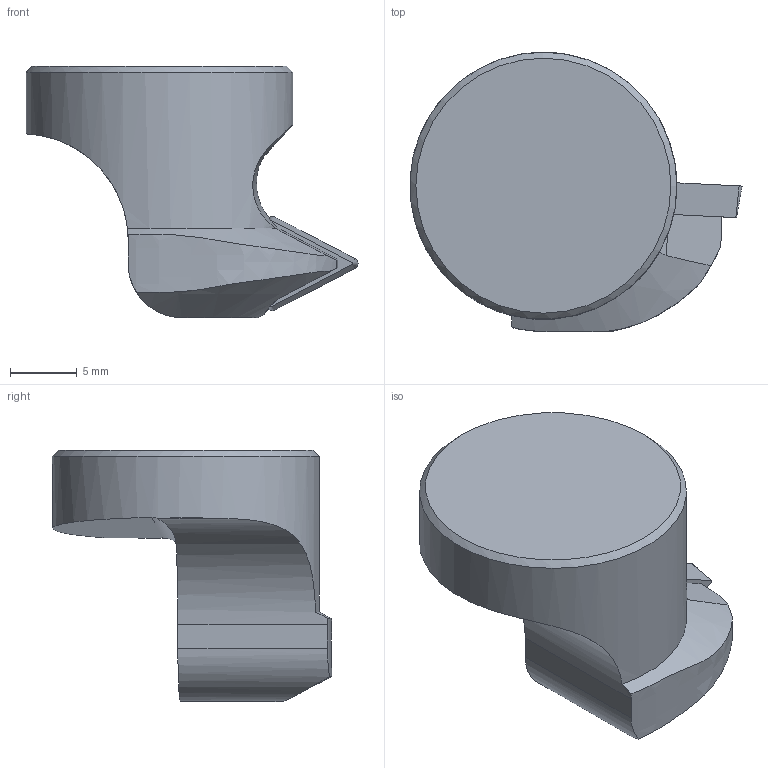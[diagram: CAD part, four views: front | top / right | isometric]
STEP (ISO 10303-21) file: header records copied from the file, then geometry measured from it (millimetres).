
FILE_DESCRIPTION(/* description */ (''),/* implementation_level */ '2;1');
FILE_NAME(/* name */ '1641544877195.stp',/* time_stamp */ '2022-01-07T14:11:30+06:00',/* author */ (''),/* organization */ ('SMS'),/* preprocessor_version */ 'ST-DEVELOPER v16.7',/* originating_system */ 'SIEMENS PLM Software NX 12.0',/* authorisation */ '');
FILE_SCHEMA (('AUTOMOTIVE_DESIGN { 1 0 10303 214 3 1 1 1 }'));
Length unit declared in the file: millimetre
Products named in the file (4): IsoTurningInsert; ASSEMBLY_CONSTRUCTION; 203884967mod000_00; 203884968mod000_00
Assembly tree (3 placements, depth 2):
  203884968mod000_00
    203884967mod000_00
    ASSEMBLY_CONSTRUCTION
    IsoTurningInsert
Bounding box: 24.86 x 20.92 x 18.8 mm (x, y, z)
Volume: 3341.5 mm3; surface area: 1707.4 mm2
Topology: 2 solids, 2 shells, 46 faces, 119 edges, 85 vertices
Faces by surface type: plane 21, cone 10, cylinder 9, torus 4, extrusion 1, sphere 1
Full cylindrical faces by diameter (mm): 2.8 x2, 3.45 x1, 20 x1
Entity records: 1650 total; most frequent: CARTESIAN_POINT 442, DIRECTION 233, ORIENTED_EDGE 198, EDGE_CURVE 99, AXIS2_PLACEMENT_3D 96, VERTEX_POINT 71, EDGE_LOOP 62, ADVANCED_FACE 46
